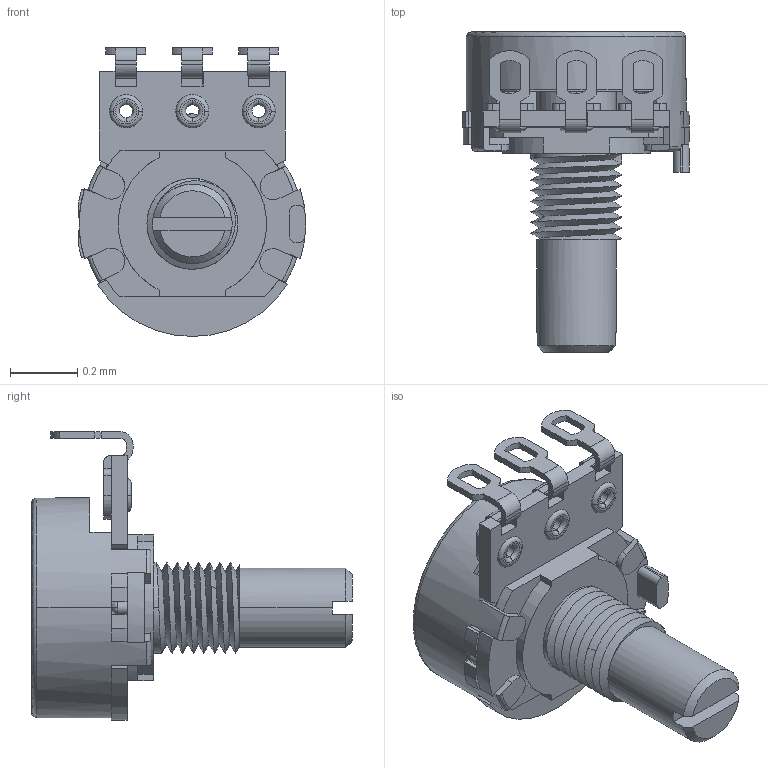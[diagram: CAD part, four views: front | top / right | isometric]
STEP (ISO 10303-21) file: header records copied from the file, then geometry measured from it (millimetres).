
FILE_DESCRIPTION((''),'2;1');
FILE_NAME('16KNPRE_SW0001','2018-08-23T',('eng08'),(''),'PRO/ENGINEER BY PARAMETRIC TECHNOLOGY CORPORATION, 2012480','PRO/ENGINEER BY PARAMETRIC TECHNOLOGY CORPORATION, 2012480','');
FILE_SCHEMA(('CONFIG_CONTROL_DESIGN'));
Length unit declared in the file: millimetre
Products named in the file (1): 16KNPRE_SW0001
Bounding box: 0.68 x 0.95 x 0.86 mm (x, y, z)
Volume: 0.1 mm3; surface area: 4.8 mm2
Topology: 1 solids, 1 shells, 396 faces, 1158 edges, 745 vertices
Faces by surface type: plane 246, cylinder 114, torus 24, bspline 10, cone 2
Entity records: 16457 total; most frequent: CARTESIAN_POINT 4422, ORIENTED_EDGE 2316, DIRECTION 2292, EDGE_CURVE 1158, AXIS2_PLACEMENT_3D 796, VERTEX_POINT 745, VECTOR 700, LINE 700
